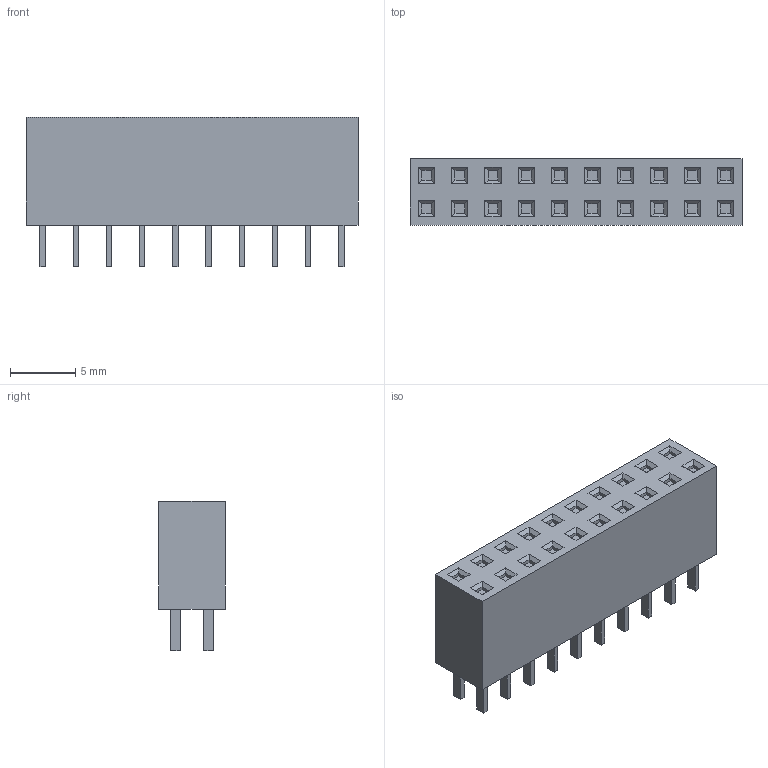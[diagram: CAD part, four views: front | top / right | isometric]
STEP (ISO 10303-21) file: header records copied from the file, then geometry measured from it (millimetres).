
FILE_DESCRIPTION(/* description */ (''),/* implementation_level */ '2;1');
FILE_NAME(/* name */ '929XXX-01-10-XX.stp',/* time_stamp */ '2018-05-14T13:09:28-05:00',/* author */ (''),/* organization */ (''),/* preprocessor_version */ 'ST-DEVELOPER v16',/* originating_system */ 'SIEMENS PLM Software NX 11.0',/* authorisation */ '');
FILE_SCHEMA (('AUTOMOTIVE_DESIGN { 1 0 10303 214 3 1 1 1 }'));
Length unit declared in the file: inch
Products named in the file (1): us2923B8CA89q7sc
Bounding box: 25.4 x 5.08 x 11.43 mm (x, y, z)
Volume: 1077 mm3; surface area: 933 mm2
Topology: 1 solids, 1 shells, 286 faces, 652 edges, 408 vertices
Faces by surface type: plane 286
Entity records: 7790 total; most frequent: CARTESIAN_POINT 1347, ORIENTED_EDGE 1304, DIRECTION 1226, EDGE_CURVE 652, LINE 652, VECTOR 652, VERTEX_POINT 408, EDGE_LOOP 326
